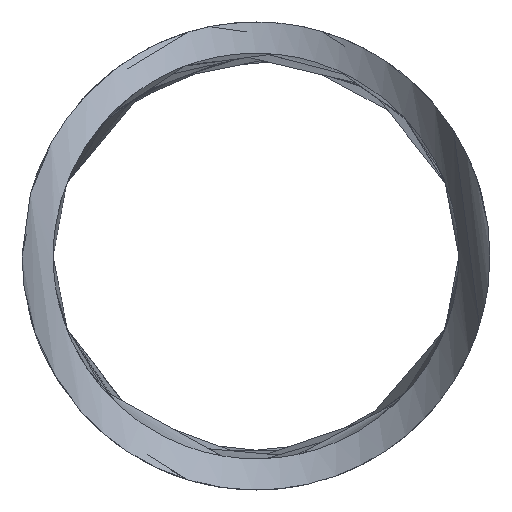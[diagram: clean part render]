
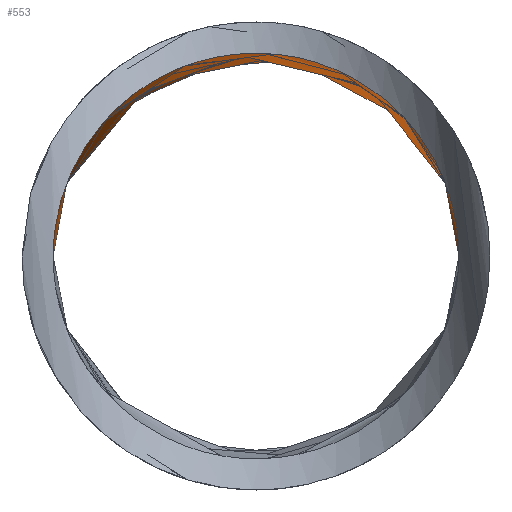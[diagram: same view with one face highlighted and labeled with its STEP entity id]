
A CAD part, front view. The second image highlights one B-rep face of the part: STEP entity #553.
In plain terms, the highlighted free-form (B-spline) face has degree [5, 4] with [6, 5] control points.
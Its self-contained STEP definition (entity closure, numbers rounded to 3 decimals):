
#171=CARTESIAN_POINT('Vertex',(-1671.343,291.894,460.924)) ;
#173=CARTESIAN_POINT('Vertex',(-1697.343,290.884,460.924)) ;
#177=CARTESIAN_POINT('Control Point',(-1671.343,291.894,460.924)) ;
#178=CARTESIAN_POINT('Control Point',(-1671.343,291.83,461.908)) ;
#179=CARTESIAN_POINT('Control Point',(-1671.436,291.611,462.893)) ;
#180=CARTESIAN_POINT('Control Point',(-1671.623,291.207,463.825)) ;
#181=CARTESIAN_POINT('Control Point',(-1672.232,289.972,465.945)) ;
#182=CARTESIAN_POINT('Control Point',(-1673.168,288.346,467.716)) ;
#183=CARTESIAN_POINT('Control Point',(-1673.814,287.354,468.678)) ;
#184=CARTESIAN_POINT('Control Point',(-1675.03,285.726,470.125)) ;
#185=CARTESIAN_POINT('Control Point',(-1676.539,284.161,471.361)) ;
#186=CARTESIAN_POINT('Control Point',(-1677.165,283.577,471.804)) ;
#187=CARTESIAN_POINT('Control Point',(-1678.363,282.584,472.524)) ;
#188=CARTESIAN_POINT('Control Point',(-1679.725,281.708,473.102)) ;
#189=CARTESIAN_POINT('Control Point',(-1680.352,281.354,473.324)) ;
#190=CARTESIAN_POINT('Control Point',(-1681.695,280.703,473.702)) ;
#191=CARTESIAN_POINT('Control Point',(-1683.155,280.237,473.903)) ;
#192=CARTESIAN_POINT('Control Point',(-1683.926,280.056,473.953)) ;
#193=CARTESIAN_POINT('Control Point',(-1685.426,279.844,473.933)) ;
#194=CARTESIAN_POINT('Control Point',(-1686.919,279.891,473.697)) ;
#195=CARTESIAN_POINT('Control Point',(-1687.618,279.974,473.535)) ;
#196=CARTESIAN_POINT('Control Point',(-1689.479,280.358,472.967)) ;
#197=CARTESIAN_POINT('Control Point',(-1691.113,281.111,472.113)) ;
#198=CARTESIAN_POINT('Control Point',(-1692.033,281.701,471.487)) ;
#199=CARTESIAN_POINT('Control Point',(-1693.944,283.247,469.895)) ;
#200=CARTESIAN_POINT('Control Point',(-1695.315,285.061,468.072)) ;
#201=CARTESIAN_POINT('Control Point',(-1695.947,286.134,466.977)) ;
#202=CARTESIAN_POINT('Control Point',(-1696.73,287.838,465.185)) ;
#203=CARTESIAN_POINT('Control Point',(-1697.169,289.42,463.227)) ;
#204=CARTESIAN_POINT('Control Point',(-1697.282,289.966,462.493)) ;
#205=CARTESIAN_POINT('Control Point',(-1697.343,290.466,461.724)) ;
#206=CARTESIAN_POINT('Control Point',(-1697.343,290.884,460.924)) ;
#465=CARTESIAN_POINT('Control Point',(-1697.343,-299.394,460.924)) ;
#466=CARTESIAN_POINT('Control Point',(-1697.343,-299.394,473.924)) ;
#467=CARTESIAN_POINT('Control Point',(-1684.343,-299.394,480.424)) ;
#468=CARTESIAN_POINT('Control Point',(-1671.343,-299.394,473.924)) ;
#469=CARTESIAN_POINT('Control Point',(-1671.343,-299.394,460.924)) ;
#470=CARTESIAN_POINT('Control Point',(-1697.343,-179.636,460.924)) ;
#471=CARTESIAN_POINT('Control Point',(-1697.343,-179.636,473.924)) ;
#472=CARTESIAN_POINT('Control Point',(-1684.343,-179.636,480.424)) ;
#473=CARTESIAN_POINT('Control Point',(-1671.343,-179.636,473.924)) ;
#474=CARTESIAN_POINT('Control Point',(-1671.343,-179.636,460.924)) ;
#475=CARTESIAN_POINT('Control Point',(-1697.343,-59.879,460.924)) ;
#476=CARTESIAN_POINT('Control Point',(-1697.343,-59.879,473.924)) ;
#477=CARTESIAN_POINT('Control Point',(-1684.343,-59.879,480.424)) ;
#478=CARTESIAN_POINT('Control Point',(-1671.343,-59.879,473.924)) ;
#479=CARTESIAN_POINT('Control Point',(-1671.343,-59.879,460.924)) ;
#480=CARTESIAN_POINT('Control Point',(-1697.343,59.879,460.924)) ;
#481=CARTESIAN_POINT('Control Point',(-1697.343,59.879,473.924)) ;
#482=CARTESIAN_POINT('Control Point',(-1684.343,59.879,480.424)) ;
#483=CARTESIAN_POINT('Control Point',(-1671.343,59.879,473.924)) ;
#484=CARTESIAN_POINT('Control Point',(-1671.343,59.879,460.924)) ;
#485=CARTESIAN_POINT('Control Point',(-1697.343,179.636,460.924)) ;
#486=CARTESIAN_POINT('Control Point',(-1697.343,179.636,473.924)) ;
#487=CARTESIAN_POINT('Control Point',(-1684.343,179.636,480.424)) ;
#488=CARTESIAN_POINT('Control Point',(-1671.343,179.636,473.924)) ;
#489=CARTESIAN_POINT('Control Point',(-1671.343,179.636,460.924)) ;
#490=CARTESIAN_POINT('Control Point',(-1697.343,299.394,460.924)) ;
#491=CARTESIAN_POINT('Control Point',(-1697.343,299.394,473.924)) ;
#492=CARTESIAN_POINT('Control Point',(-1684.343,299.394,480.424)) ;
#493=CARTESIAN_POINT('Control Point',(-1671.343,299.394,473.924)) ;
#494=CARTESIAN_POINT('Control Point',(-1671.343,299.394,460.924)) ;
#496=CARTESIAN_POINT('Control Point',(-1697.343,-290.884,460.924)) ;
#497=CARTESIAN_POINT('Control Point',(-1697.343,-174.531,460.924)) ;
#498=CARTESIAN_POINT('Control Point',(-1697.343,-58.177,460.924)) ;
#499=CARTESIAN_POINT('Control Point',(-1697.343,58.177,460.924)) ;
#500=CARTESIAN_POINT('Control Point',(-1697.343,174.531,460.924)) ;
#501=CARTESIAN_POINT('Control Point',(-1697.343,290.884,460.924)) ;
#502=CARTESIAN_POINT('Vertex',(-1697.343,-290.884,460.924)) ;
#506=CARTESIAN_POINT('Control Point',(-1671.343,-291.894,460.924)) ;
#507=CARTESIAN_POINT('Control Point',(-1671.343,-175.136,460.924)) ;
#508=CARTESIAN_POINT('Control Point',(-1671.343,-58.379,460.924)) ;
#509=CARTESIAN_POINT('Control Point',(-1671.343,58.379,460.924)) ;
#510=CARTESIAN_POINT('Control Point',(-1671.343,175.136,460.924)) ;
#511=CARTESIAN_POINT('Control Point',(-1671.343,291.894,460.924)) ;
#512=CARTESIAN_POINT('Vertex',(-1671.343,-291.894,460.924)) ;
#516=CARTESIAN_POINT('Control Point',(-1671.343,-291.894,460.924)) ;
#517=CARTESIAN_POINT('Control Point',(-1671.343,-291.83,461.908)) ;
#518=CARTESIAN_POINT('Control Point',(-1671.436,-291.611,462.893)) ;
#519=CARTESIAN_POINT('Control Point',(-1671.623,-291.207,463.825)) ;
#520=CARTESIAN_POINT('Control Point',(-1672.232,-289.972,465.945)) ;
#521=CARTESIAN_POINT('Control Point',(-1673.168,-288.346,467.716)) ;
#522=CARTESIAN_POINT('Control Point',(-1673.814,-287.354,468.678)) ;
#523=CARTESIAN_POINT('Control Point',(-1675.03,-285.726,470.125)) ;
#524=CARTESIAN_POINT('Control Point',(-1676.539,-284.161,471.361)) ;
#525=CARTESIAN_POINT('Control Point',(-1677.165,-283.577,471.804)) ;
#526=CARTESIAN_POINT('Control Point',(-1678.363,-282.584,472.524)) ;
#527=CARTESIAN_POINT('Control Point',(-1679.725,-281.708,473.102)) ;
#528=CARTESIAN_POINT('Control Point',(-1680.352,-281.354,473.324)) ;
#529=CARTESIAN_POINT('Control Point',(-1681.695,-280.703,473.702)) ;
#530=CARTESIAN_POINT('Control Point',(-1683.155,-280.237,473.903)) ;
#531=CARTESIAN_POINT('Control Point',(-1683.926,-280.056,473.953)) ;
#532=CARTESIAN_POINT('Control Point',(-1685.426,-279.844,473.933)) ;
#533=CARTESIAN_POINT('Control Point',(-1686.919,-279.891,473.697)) ;
#534=CARTESIAN_POINT('Control Point',(-1687.618,-279.974,473.535)) ;
#535=CARTESIAN_POINT('Control Point',(-1689.479,-280.358,472.967)) ;
#536=CARTESIAN_POINT('Control Point',(-1691.113,-281.111,472.113)) ;
#537=CARTESIAN_POINT('Control Point',(-1692.033,-281.701,471.487)) ;
#538=CARTESIAN_POINT('Control Point',(-1693.944,-283.247,469.895)) ;
#539=CARTESIAN_POINT('Control Point',(-1695.315,-285.061,468.072)) ;
#540=CARTESIAN_POINT('Control Point',(-1695.947,-286.134,466.977)) ;
#541=CARTESIAN_POINT('Control Point',(-1696.73,-287.838,465.185)) ;
#542=CARTESIAN_POINT('Control Point',(-1697.169,-289.42,463.227)) ;
#543=CARTESIAN_POINT('Control Point',(-1697.282,-289.966,462.493)) ;
#544=CARTESIAN_POINT('Control Point',(-1697.343,-290.466,461.724)) ;
#545=CARTESIAN_POINT('Control Point',(-1697.343,-290.884,460.924)) ;
#548=ORIENTED_EDGE('',*,*,#504,.T.) ;
#549=ORIENTED_EDGE('',*,*,#207,.F.) ;
#550=ORIENTED_EDGE('',*,*,#514,.F.) ;
#551=ORIENTED_EDGE('',*,*,#546,.T.) ;
#553=ADVANCED_FACE('Corps principal',(#552),#464,.T.) ;
#176=B_SPLINE_CURVE_WITH_KNOTS('',5,(#177,#178,#179,#180,#181,#182,#183,#184,#185,#186,#187,#188,#189,#190,#191,#192,#193,#194,#195,#196,#197,#198,#199,#200,#201,#202,#203,#204,#205,#206),.UNSPECIFIED.,.F.,.U.,(6,3,3,3,3,3,3,3,3,6),(0.,7.363,18.157,24.894,30.103,35.528,40.472,49.182,60.917,67.586),.UNSPECIFIED.) ;
#515=B_SPLINE_CURVE_WITH_KNOTS('',5,(#516,#517,#518,#519,#520,#521,#522,#523,#524,#525,#526,#527,#528,#529,#530,#531,#532,#533,#534,#535,#536,#537,#538,#539,#540,#541,#542,#543,#544,#545),.UNSPECIFIED.,.F.,.U.,(6,3,3,3,3,3,3,3,3,6),(0.,7.363,18.157,24.894,30.103,35.528,40.472,49.182,60.917,67.586),.UNSPECIFIED.) ;
#207=EDGE_CURVE('',#172,#174,#176,.T.) ;
#504=EDGE_CURVE('',#503,#174,#495,.T.) ;
#514=EDGE_CURVE('',#513,#172,#505,.T.) ;
#546=EDGE_CURVE('',#513,#503,#515,.T.) ;
#547=EDGE_LOOP('',(#548,#549,#550,#551)) ;
#552=FACE_OUTER_BOUND('',#547,.T.) ;
#172=VERTEX_POINT('',#171) ;
#174=VERTEX_POINT('',#173) ;
#503=VERTEX_POINT('',#502) ;
#513=VERTEX_POINT('',#512) ;
#495=(BOUNDED_CURVE()B_SPLINE_CURVE(5,(#496,#497,#498,#499,#500,#501),.UNSPECIFIED.,.F.,.U.)B_SPLINE_CURVE_WITH_KNOTS((6,6),(8.509,590.278),.UNSPECIFIED.)CURVE()GEOMETRIC_REPRESENTATION_ITEM()RATIONAL_B_SPLINE_CURVE((1.,1.,1.,1.,1.,1.))REPRESENTATION_ITEM('')) ;
#505=(BOUNDED_CURVE()B_SPLINE_CURVE(5,(#506,#507,#508,#509,#510,#511),.UNSPECIFIED.,.F.,.U.)B_SPLINE_CURVE_WITH_KNOTS((6,6),(7.5,591.287),.UNSPECIFIED.)CURVE()GEOMETRIC_REPRESENTATION_ITEM()RATIONAL_B_SPLINE_CURVE((1.,1.,1.,1.,1.,1.))REPRESENTATION_ITEM('')) ;
#464=(BOUNDED_SURFACE()B_SPLINE_SURFACE(5,4,((#465,#466,#467,#468,#469),(#470,#471,#472,#473,#474),(#475,#476,#477,#478,#479),(#480,#481,#482,#483,#484),(#485,#486,#487,#488,#489),(#490,#491,#492,#493,#494)),.UNSPECIFIED.,.F.,.F.,.U.)B_SPLINE_SURFACE_WITH_KNOTS((6,6),(5,5),(0.,598.788),(-40.841,0.),.UNSPECIFIED.)GEOMETRIC_REPRESENTATION_ITEM()RATIONAL_B_SPLINE_SURFACE(((1.,0.707,0.667,0.707,1.),(1.,0.707,0.667,0.707,1.),(1.,0.707,0.667,0.707,1.),(1.,0.707,0.667,0.707,1.),(1.,0.707,0.667,0.707,1.),(1.,0.707,0.667,0.707,1.)))REPRESENTATION_ITEM('Rational BSpline Surface')SURFACE()) ;
